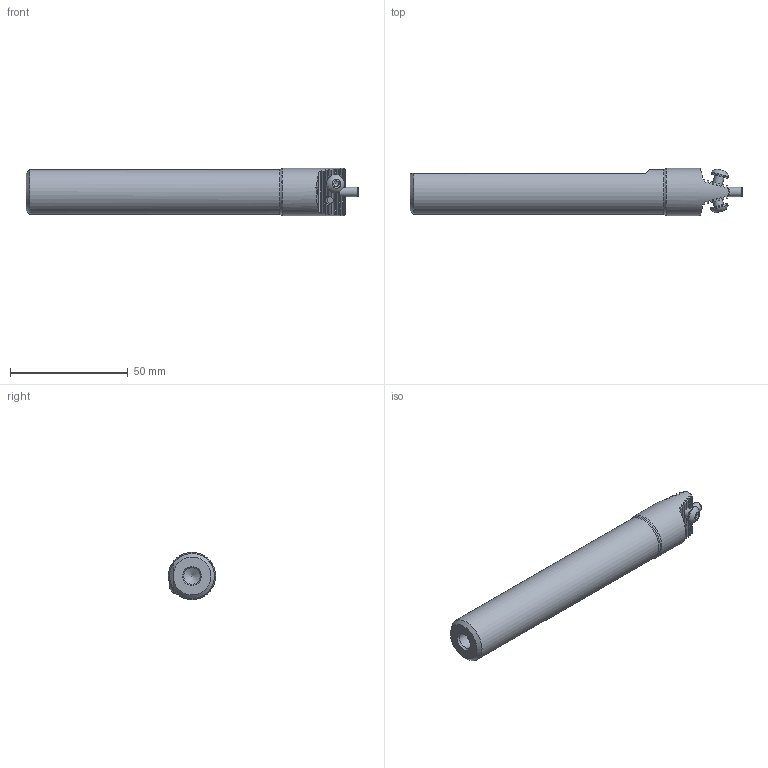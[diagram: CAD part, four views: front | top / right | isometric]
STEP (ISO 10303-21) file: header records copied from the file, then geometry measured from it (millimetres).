
FILE_DESCRIPTION (( 'STEP AP214' ), '1' );
FILE_NAME ('W19.Z20.K23.150.STEP', '2020-08-13T15:21:52', ( '' ), ( '' ), 'SwSTEP 2.0', 'SolidWorks 2017', '' );
FILE_SCHEMA (( 'AUTOMOTIVE_DESIGN' ));
Length unit declared in the file: millimetre
Products named in the file (6): Z20-ER1.002.008_A; W19.Z20.K23.150; Z20-ER1.001.008; Z20-ER2.001.013_A; W19-Z20.K23.150_A; Z20-ER1.003.008_A_gespannt
Assembly tree (6 placements, depth 3):
  W19.Z20.K23.150
    W19-Z20.K23.150_A
    Z20-ER1.001.008  x2
      Z20-ER1.002.008_A
      Z20-ER1.003.008_A_gespannt
    Z20-ER2.001.013_A
Bounding box: 140.9 x 20 x 20 mm (x, y, z)
Volume: 31653.5 mm3; surface area: 12308.8 mm2
Topology: 6 solids, 6 shells, 243 faces, 651 edges, 418 vertices
Faces by surface type: plane 152, cylinder 62, cone 21, torus 6, sphere 2
Full cylindrical faces by diameter (mm): 2 x7, 2.2 x1, 2.5 x1, 3 x1, 3.3 x2, 4 x3, 4.3 x2, 5 x2, 7 x1, 7.2 x2, 7.6 x2, 19.05 x1, 20 x1
Entity records: 7777 total; most frequent: CARTESIAN_POINT 2878, ORIENTED_EDGE 1078, DIRECTION 818, EDGE_CURVE 539, VERTEX_POINT 368, AXIS2_PLACEMENT_3D 310, EDGE_LOOP 267, FACE_OUTER_BOUND 246
